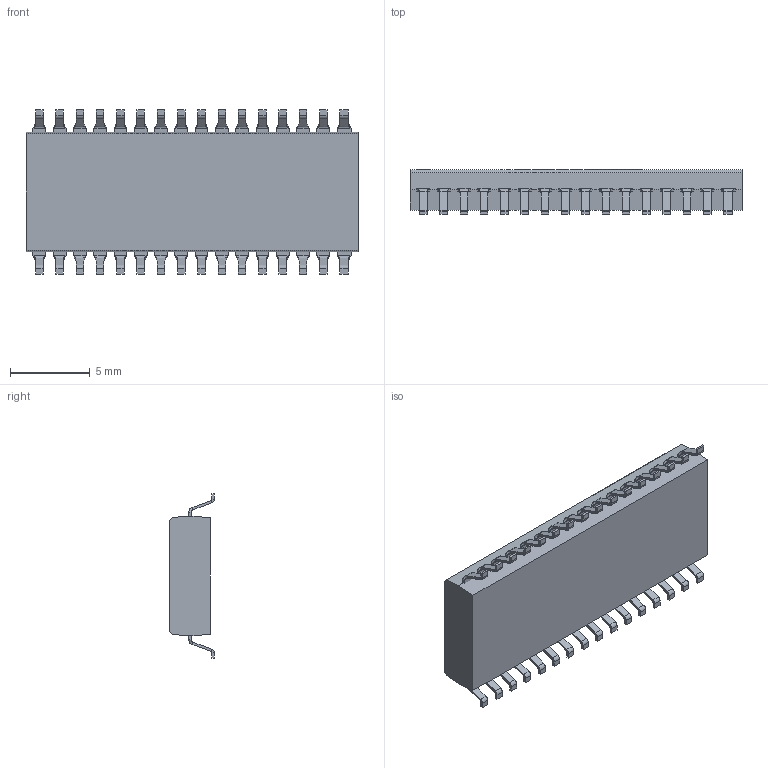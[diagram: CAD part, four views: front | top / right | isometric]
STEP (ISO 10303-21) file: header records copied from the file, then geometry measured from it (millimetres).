
FILE_DESCRIPTION (( 'STEP AP214' ), '1' );
FILE_NAME ('User Library-so32.STEP', '2020-07-03T19:39:31', ( '' ), ( '' ), 'SwSTEP 2.0', 'SolidWorks 2020', '' );
FILE_SCHEMA (( 'AUTOMOTIVE_DESIGN' ));
Length unit declared in the file: millimetre
Products named in the file (1): User Library-so32
Bounding box: 20.79 x 2.8 x 10.28 mm (x, y, z)
Volume: 415 mm3; surface area: 827.4 mm2
Topology: 2 solids, 2 shells, 768 faces, 1741 edges, 990 vertices
Faces by surface type: plane 536, cylinder 130, bspline 102
Entity records: 25476 total; most frequent: CARTESIAN_POINT 8170, ORIENTED_EDGE 3482, DIRECTION 3003, EDGE_CURVE 1741, LINE 1405, VECTOR 1405, VERTEX_POINT 990, AXIS2_PLACEMENT_3D 799
